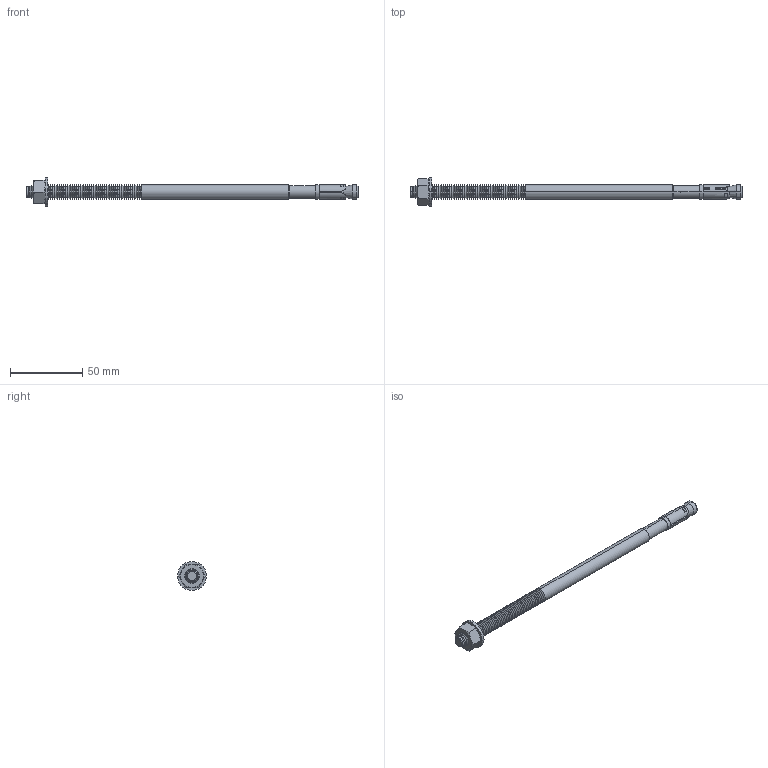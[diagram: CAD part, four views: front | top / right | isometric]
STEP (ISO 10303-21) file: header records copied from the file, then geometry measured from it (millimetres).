
FILE_DESCRIPTION (( 'STEP AP214' ), '1' );
FILE_NAME ('3498344.STEP', '2025-11-18T11:16:22', ( '' ), ( '' ), 'SwSTEP 2.0', 'SolidWorks 2024', '' );
FILE_SCHEMA (( 'AUTOMOTIVE_DESIGN' ));
Length unit declared in the file: millimetre
Products named in the file (6): Mutter_M10^BZ 10-150_230(2)_P_0000013601_1; Konusbolzen_BZ_plus_M8_M10_M16_BZ Plus 10-150-230^BZ 10-150_230(2)_P_0000013601_1; BZ 10-150_230(2)^P_0000013601_1_Standard; Scheibe_bz_plus_M10^BZ 10-150_230(2)_P_0000013601_1; 3498344; Spreizblech_M10^BZ 10-150_230(2)_P_0000013601_1
Assembly tree (5 placements, depth 3):
  3498344
    BZ 10-150_230(2)^P_0000013601_1_Standard
      Konusbolzen_BZ_plus_M8_M10_M16_BZ Plus 10-150-230^BZ 10-150_230(2)_P_0000013601_1
      Spreizblech_M10^BZ 10-150_230(2)_P_0000013601_1
      Mutter_M10^BZ 10-150_230(2)_P_0000013601_1
      Scheibe_bz_plus_M10^BZ 10-150_230(2)_P_0000013601_1
Bounding box: 230 x 20 x 20 mm (x, y, z)
Volume: 17982.5 mm3; surface area: 10886.1 mm2
Topology: 4 solids, 4 shells, 357 faces, 771 edges, 428 vertices
Faces by surface type: cone 260, plane 50, cylinder 47
Entity records: 10348 total; most frequent: CARTESIAN_POINT 2462, DIRECTION 1731, ORIENTED_EDGE 1542, EDGE_CURVE 771, AXIS2_PLACEMENT_3D 688, VERTEX_POINT 428, EDGE_LOOP 367, ADVANCED_FACE 357
